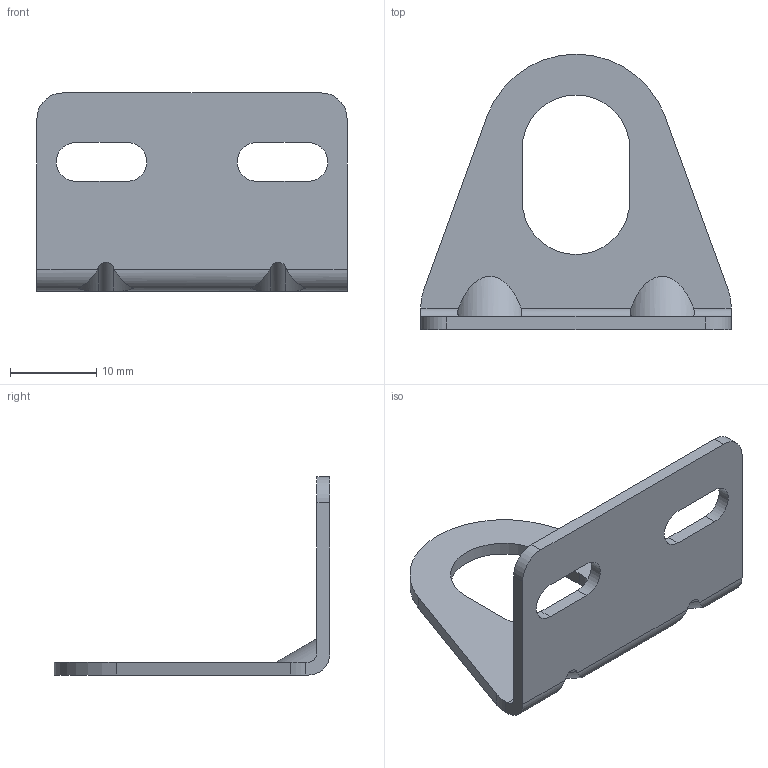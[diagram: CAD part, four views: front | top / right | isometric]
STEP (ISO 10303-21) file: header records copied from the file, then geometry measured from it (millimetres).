
FILE_DESCRIPTION(/* description */ (''),/* implementation_level */ '2;1');
FILE_NAME(/* name */ 'AY000099.stp',/* time_stamp */ '2016-09-29T13:46:04+02:00',/* author */ ('mitarbeiter'),/* organization */ (''),/* preprocessor_version */ 'ST-DEVELOPER v15.2',/* originating_system */ 'Autodesk Inventor 2014',/* authorisation */ '');
FILE_SCHEMA (('AUTOMOTIVE_DESIGN { 1 0 10303 214 3 1 1 }'));
Length unit declared in the file: millimetre
Products named in the file (1): AY000099
Bounding box: 36 x 32 x 23 mm (x, y, z)
Volume: 1967.6 mm3; surface area: 2981.6 mm2
Topology: 1 solids, 1 shells, 40 faces, 122 edges, 84 vertices
Faces by surface type: cylinder 25, plane 15
Entity records: 1609 total; most frequent: CARTESIAN_POINT 453, ORIENTED_EDGE 244, DIRECTION 238, EDGE_CURVE 122, AXIS2_PLACEMENT_3D 87, VERTEX_POINT 84, LINE 64, VECTOR 64
